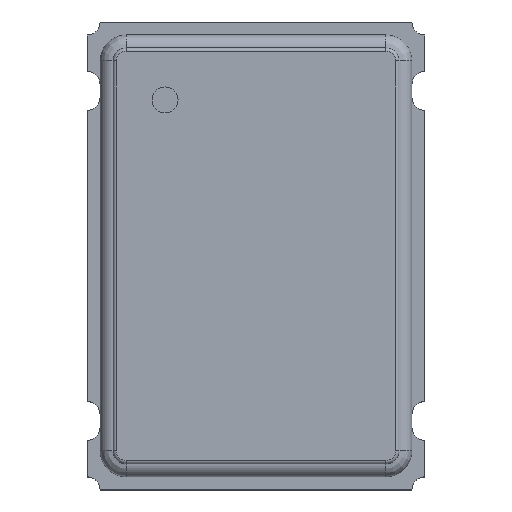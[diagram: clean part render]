
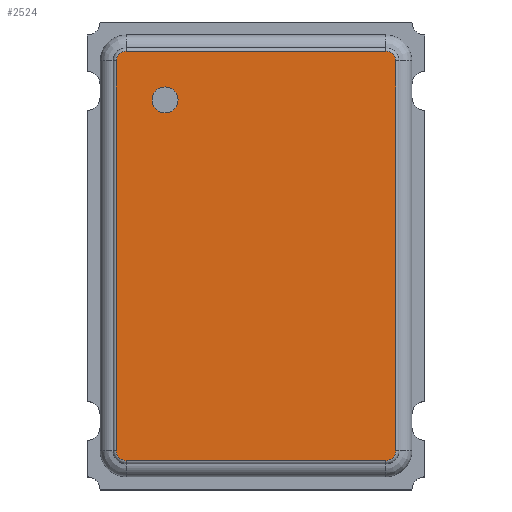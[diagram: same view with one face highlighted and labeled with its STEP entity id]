
A CAD part, top view. The second image highlights one B-rep face of the part: STEP entity #2524.
In plain terms, the highlighted planar face has unit normal (0, 0, 1).
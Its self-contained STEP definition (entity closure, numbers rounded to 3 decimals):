
#2065=CARTESIAN_POINT('',(-1.2,2.4,1.75));
#2066=VERTEX_POINT('',#2065);
#2075=CARTESIAN_POINT('',(-1.6,2.4,1.75));
#2076=VERTEX_POINT('',#2075);
#2077=CARTESIAN_POINT('',(-1.4,2.4,1.75));
#2078=DIRECTION('',(0.0,0.0,-1.0));
#2079=DIRECTION('',(1.0,0.0,0.0));
#2080=AXIS2_PLACEMENT_3D('',#2077,#2078,#2079);
#2081=CIRCLE('',#2080,0.2);
#2082=EDGE_CURVE('',#2076,#2066,#2081,.T.);
#2116=CARTESIAN_POINT('',(-1.4,2.4,1.75));
#2117=DIRECTION('',(0.0,0.0,-1.0));
#2118=DIRECTION('',(1.0,0.0,0.0));
#2119=AXIS2_PLACEMENT_3D('',#2116,#2117,#2118);
#2120=CIRCLE('',#2119,0.2);
#2121=EDGE_CURVE('',#2066,#2076,#2120,.T.);
#2143=CARTESIAN_POINT('',(-2.15,-3.,1.75));
#2144=VERTEX_POINT('',#2143);
#2152=CARTESIAN_POINT('',(-2.15,3.,1.75));
#2153=VERTEX_POINT('',#2152);
#2154=CARTESIAN_POINT('',(-2.15,-3.,1.75));
#2155=DIRECTION('',(0.0,1.0,0.0));
#2156=VECTOR('',#2155,6.);
#2157=LINE('',#2154,#2156);
#2158=EDGE_CURVE('',#2144,#2153,#2157,.T.);
#2185=CARTESIAN_POINT('',(-2.0,-3.15,1.75));
#2186=VERTEX_POINT('',#2185);
#2194=CARTESIAN_POINT('',(-2.0,-3.,1.75));
#2195=DIRECTION('',(0.,0.,-1.0));
#2196=DIRECTION('',(-0.707,-0.707,0.));
#2197=AXIS2_PLACEMENT_3D('',#2194,#2195,#2196);
#2198=CIRCLE('',#2197,0.15);
#2199=EDGE_CURVE('',#2186,#2144,#2198,.T.);
#2217=CARTESIAN_POINT('',(-2.0,3.15,1.75));
#2218=VERTEX_POINT('',#2217);
#2236=CARTESIAN_POINT('',(-2.0,3.,1.75));
#2237=DIRECTION('',(0.,0.,-1.0));
#2238=DIRECTION('',(-0.707,0.707,0.));
#2239=AXIS2_PLACEMENT_3D('',#2236,#2237,#2238);
#2240=CIRCLE('',#2239,0.15);
#2241=EDGE_CURVE('',#2153,#2218,#2240,.T.);
#2253=CARTESIAN_POINT('',(2.,-3.15,1.75));
#2254=VERTEX_POINT('',#2253);
#2262=CARTESIAN_POINT('',(2.,-3.15,1.75));
#2263=DIRECTION('',(-1.0,0.0,0.0));
#2264=VECTOR('',#2263,4.);
#2265=LINE('',#2262,#2264);
#2266=EDGE_CURVE('',#2254,#2186,#2265,.T.);
#2283=CARTESIAN_POINT('',(2.,3.15,1.75));
#2284=VERTEX_POINT('',#2283);
#2301=CARTESIAN_POINT('',(-2.0,3.15,1.75));
#2302=DIRECTION('',(1.0,0.0,0.0));
#2303=VECTOR('',#2302,4.);
#2304=LINE('',#2301,#2303);
#2305=EDGE_CURVE('',#2218,#2284,#2304,.T.);
#2317=CARTESIAN_POINT('',(2.15,-3.,1.75));
#2318=VERTEX_POINT('',#2317);
#2326=CARTESIAN_POINT('',(2.,-3.,1.75));
#2327=DIRECTION('',(0.,0.,-1.0));
#2328=DIRECTION('',(0.707,-0.707,0.));
#2329=AXIS2_PLACEMENT_3D('',#2326,#2327,#2328);
#2330=CIRCLE('',#2329,0.15);
#2331=EDGE_CURVE('',#2318,#2254,#2330,.T.);
#2349=CARTESIAN_POINT('',(2.15,3.,1.75));
#2350=VERTEX_POINT('',#2349);
#2368=CARTESIAN_POINT('',(2.0,3.,1.75));
#2369=DIRECTION('',(0.,0.,-1.0));
#2370=DIRECTION('',(0.707,0.707,0.));
#2371=AXIS2_PLACEMENT_3D('',#2368,#2369,#2370);
#2372=CIRCLE('',#2371,0.15);
#2373=EDGE_CURVE('',#2284,#2350,#2372,.T.);
#2391=CARTESIAN_POINT('',(2.15,3.,1.75));
#2392=DIRECTION('',(0.0,-1.0,0.0));
#2393=VECTOR('',#2392,6.);
#2394=LINE('',#2391,#2393);
#2395=EDGE_CURVE('',#2350,#2318,#2394,.T.);
#2505=CARTESIAN_POINT('',(0.0,0.,1.75));
#2506=DIRECTION('',(0.0,0.0,1.0));
#2507=DIRECTION('',(1.0,0.0,0.0));
#2508=AXIS2_PLACEMENT_3D('',#2505,#2506,#2507);
#2509=PLANE('',#2508);
#2510=ORIENTED_EDGE('',*,*,#2158,.F.);
#2511=ORIENTED_EDGE('',*,*,#2199,.F.);
#2512=ORIENTED_EDGE('',*,*,#2266,.F.);
#2513=ORIENTED_EDGE('',*,*,#2331,.F.);
#2514=ORIENTED_EDGE('',*,*,#2395,.F.);
#2515=ORIENTED_EDGE('',*,*,#2373,.F.);
#2516=ORIENTED_EDGE('',*,*,#2305,.F.);
#2517=ORIENTED_EDGE('',*,*,#2241,.F.);
#2518=EDGE_LOOP('',(#2510,#2511,#2512,#2513,#2514,#2515,#2516,#2517));
#2519=FACE_OUTER_BOUND('',#2518,.T.);
#2520=ORIENTED_EDGE('',*,*,#2121,.T.);
#2521=ORIENTED_EDGE('',*,*,#2082,.T.);
#2522=EDGE_LOOP('',(#2520,#2521));
#2523=FACE_BOUND('',#2522,.T.);
#2524=ADVANCED_FACE('',(#2519,#2523),#2509,.T.);
